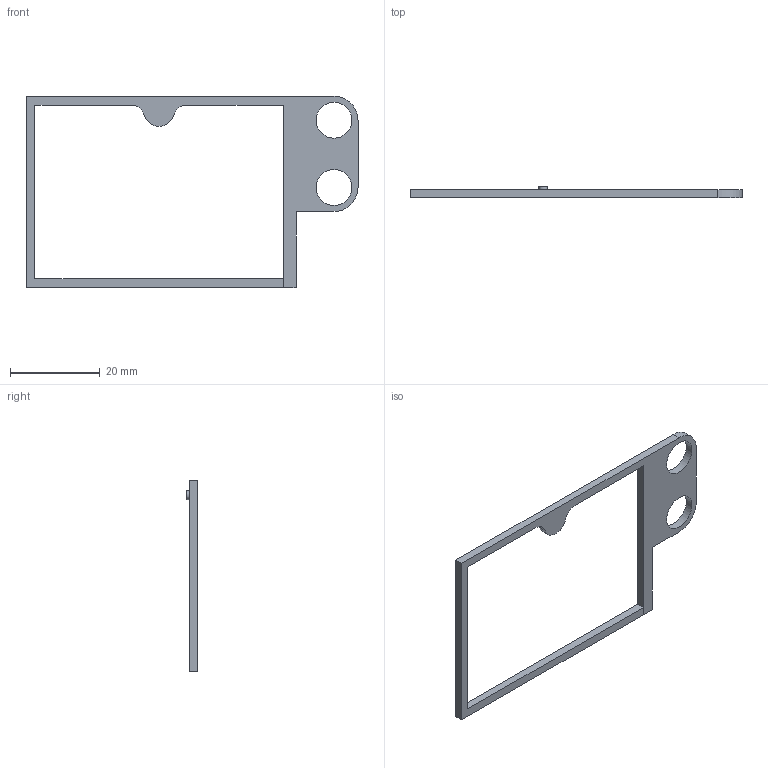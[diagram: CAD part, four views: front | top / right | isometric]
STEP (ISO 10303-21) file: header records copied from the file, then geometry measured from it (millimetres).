
FILE_DESCRIPTION(/* description */ (''),/* implementation_level */ '2;1');
FILE_NAME(/* name */ 'screensupport.step',/* time_stamp */ '2020-09-08T12:38:28+08:00',/* author */ (''),/* organization */ (''),/* preprocessor_version */ 'ST-DEVELOPER v18',/* originating_system */ 'Autodesk Translation Framework v8.12.0.6',/* authorisation */ '');
FILE_SCHEMA (('AUTOMOTIVE_DESIGN { 1 0 10303 214 3 1 1 }'));
Length unit declared in the file: millimetre
Products named in the file (1): screensupport
Bounding box: 73.99 x 2.6 x 42.7 mm (x, y, z)
Volume: 1263 mm3; surface area: 2261.5 mm2
Topology: 1 solids, 1 shells, 25 faces, 66 edges, 42 vertices
Faces by surface type: plane 17, cylinder 8
Full cylindrical faces by diameter (mm): 2 x1, 8 x2
Entity records: 813 total; most frequent: DIRECTION 134, CARTESIAN_POINT 134, ORIENTED_EDGE 132, EDGE_CURVE 66, LINE 50, VECTOR 50, VERTEX_POINT 42, AXIS2_PLACEMENT_3D 42
